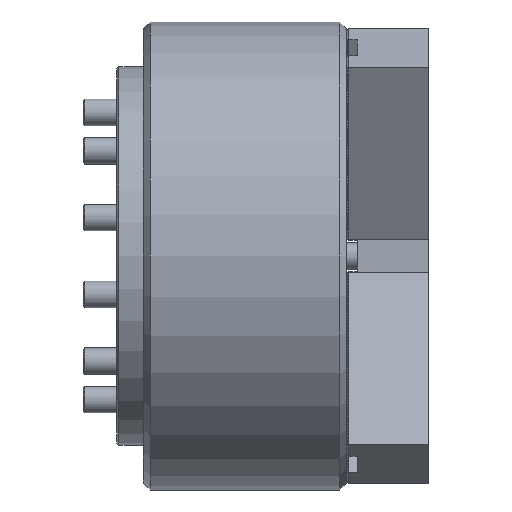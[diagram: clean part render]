
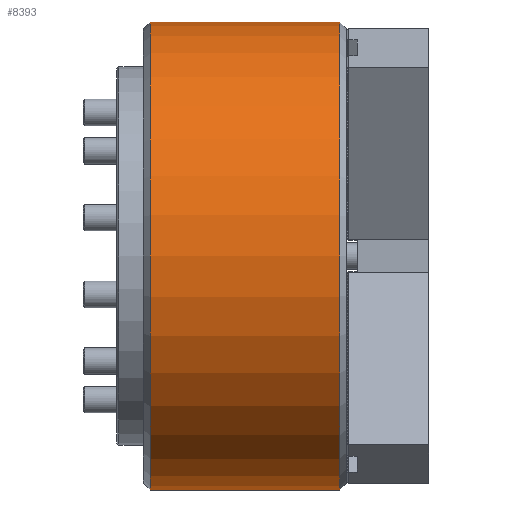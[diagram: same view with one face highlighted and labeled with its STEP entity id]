
A CAD part, front view. The second image highlights one B-rep face of the part: STEP entity #8393.
In plain terms, the highlighted cylindrical face has radius 105 mm (diameter 210 mm), a full revolution.
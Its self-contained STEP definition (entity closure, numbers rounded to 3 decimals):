
#563 = ORIENTED_EDGE ( 'NONE', *, *, #14743, .T. ) ;
#1207 = EDGE_CURVE ( 'NONE', #16804, #16804, #22058, .T. ) ;
#1498 = EDGE_LOOP ( 'NONE', ( #17227 ) ) ;
#3016 = CARTESIAN_POINT ( 'NONE',  ( 0., 0., 0. ) ) ;
#3315 = VERTEX_POINT ( 'NONE', #25263 ) ;
#3336 = EDGE_LOOP ( 'NONE', ( #563 ) ) ;
#3942 = AXIS2_PLACEMENT_3D ( 'NONE', #21602, #9609, #23675 ) ;
#5033 = DIRECTION ( 'NONE',  ( 1., 0., 0. ) ) ;
#8393 = ADVANCED_FACE ( 'NONE', ( #23278, #23069 ), #22988, .T. ) ;
#9143 = CIRCLE ( 'NONE', #3942, 105. ) ;
#9421 = DIRECTION ( 'NONE',  ( -1., 0., 0. ) ) ;
#9609 = DIRECTION ( 'NONE',  ( 1., 0., 0. ) ) ;
#9654 = CARTESIAN_POINT ( 'NONE',  ( -3., 0., 0. ) ) ;
#12214 = AXIS2_PLACEMENT_3D ( 'NONE', #9654, #9421, #23049 ) ;
#14503 = CARTESIAN_POINT ( 'NONE',  ( -3., 105., 0. ) ) ;
#14743 = EDGE_CURVE ( 'NONE', #3315, #3315, #9143, .T. ) ;
#16804 = VERTEX_POINT ( 'NONE', #14503 ) ;
#16997 = DIRECTION ( 'NONE',  ( 0., 1., 0. ) ) ;
#17227 = ORIENTED_EDGE ( 'NONE', *, *, #1207, .T. ) ;
#20483 = AXIS2_PLACEMENT_3D ( 'NONE', #3016, #5033, #16997 ) ;
#21602 = CARTESIAN_POINT ( 'NONE',  ( -88., 0., 0. ) ) ;
#22058 = CIRCLE ( 'NONE', #12214, 105. ) ;
#22988 = CYLINDRICAL_SURFACE ( 'NONE', #20483, 105. ) ;
#23049 = DIRECTION ( 'NONE',  ( 0., 1., 0. ) ) ;
#23069 = FACE_OUTER_BOUND ( 'NONE', #1498, .T. ) ;
#23278 = FACE_OUTER_BOUND ( 'NONE', #3336, .T. ) ;
#23675 = DIRECTION ( 'NONE',  ( 0., -1., 0. ) ) ;
#25263 = CARTESIAN_POINT ( 'NONE',  ( -88., -105., 0. ) ) ;
